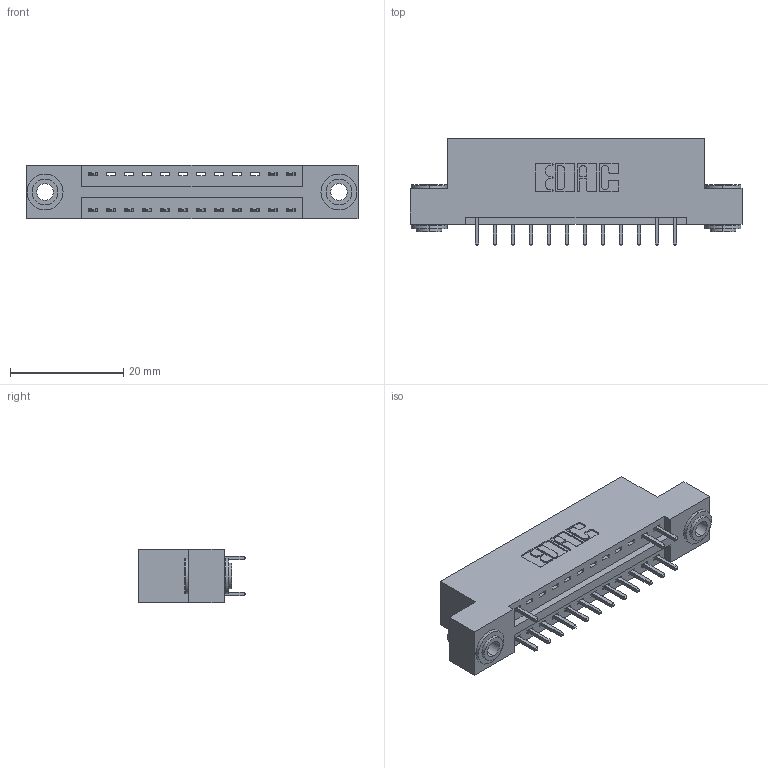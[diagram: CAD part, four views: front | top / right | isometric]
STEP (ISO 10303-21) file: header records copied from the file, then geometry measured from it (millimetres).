
FILE_DESCRIPTION (( 'STEP AP203' ), '1' );
FILE_NAME ('346-024-521-203.STEP', '2018-08-21T03:02:26', ( '' ), ( '' ), 'SwSTEP 2.0', 'SolidWorks 2016', '' );
FILE_SCHEMA (( 'CONFIG_CONTROL_DESIGN' ));
Length unit declared in the file: inch
Products named in the file (4): 345-292-001_345-293-121; 345-250-002_345-250-002-102; 346-024-521-203; 346 Part_Flush Mounting Lugs - 0.156 Dia-TH
Assembly tree (18 placements, depth 2):
  346-024-521-203
    346 Part_Flush Mounting Lugs - 0.156 Dia-TH
    345-292-001_345-293-121  x15
    345-250-002_345-250-002-102  x2
Bounding box: 58.67 x 19.05 x 9.4 mm (x, y, z)
Volume: 5420.7 mm3; surface area: 6685.5 mm2
Topology: 18 solids, 18 shells, 994 faces, 2919 edges, 1922 vertices
Faces by surface type: plane 656, cylinder 330, cone 8
Entity records: 12250 total; most frequent: CARTESIAN_POINT 2074, ORIENTED_EDGE 2010, DIRECTION 1901, EDGE_CURVE 1005, LINE 801, VECTOR 801, VERTEX_POINT 666, AXIS2_PLACEMENT_3D 550
